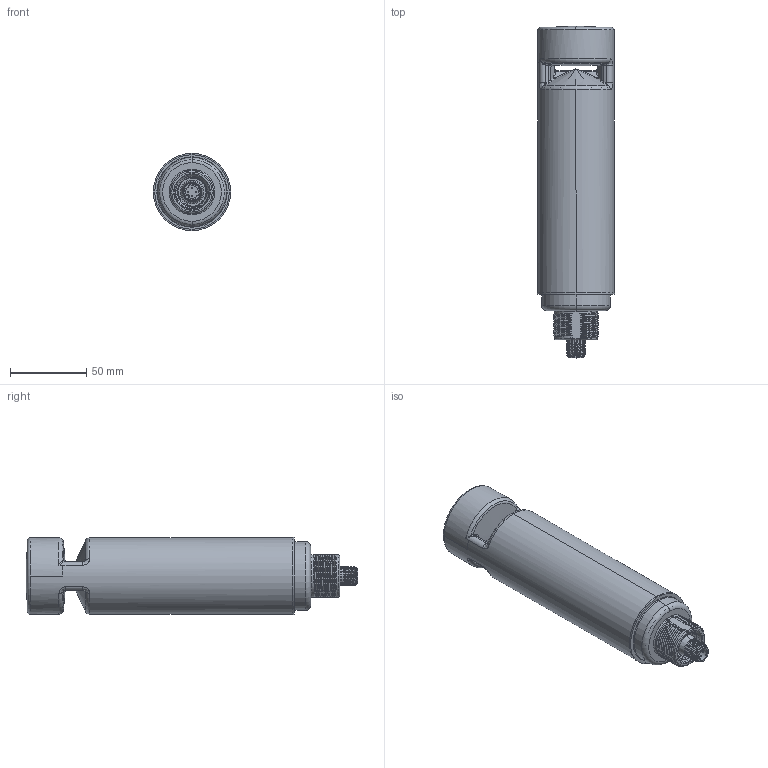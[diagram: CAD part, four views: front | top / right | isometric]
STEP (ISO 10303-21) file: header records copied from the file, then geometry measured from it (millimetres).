
FILE_DESCRIPTION((''),'2;1');
FILE_NAME('219768_ASM','2022-01-31T09:44:39',('PDMAdmin'),('BANNER ENGINEERING'),'CREO PARAMETRIC BY PTC INC, 2019292','CREO PARAMETRIC BY PTC INC, 2019292','');
FILE_SCHEMA(('CONFIG_CONTROL_DESIGN'));
Length unit declared in the file: millimetre
Products named in the file (2): 219768_EP01; 219768_ASM
Assembly tree (1 placements, depth 2):
  219768_ASM
    219768_EP01
Bounding box: 50.5 x 217.14 x 50.5 mm (x, y, z)
Volume: 35481.3 mm3; surface area: 74623.5 mm2
Topology: 2 solids, 2 shells, 411 faces, 1031 edges, 632 vertices
Faces by surface type: bspline 139, cylinder 116, plane 63, cone 46, torus 39, sphere 8
Entity records: 31121 total; most frequent: CARTESIAN_POINT 22330, ORIENTED_EDGE 2046, DIRECTION 1482, EDGE_CURVE 1023, VERTEX_POINT 632, AXIS2_PLACEMENT_3D 586, EDGE_LOOP 431, FACE_OUTER_BOUND 411
